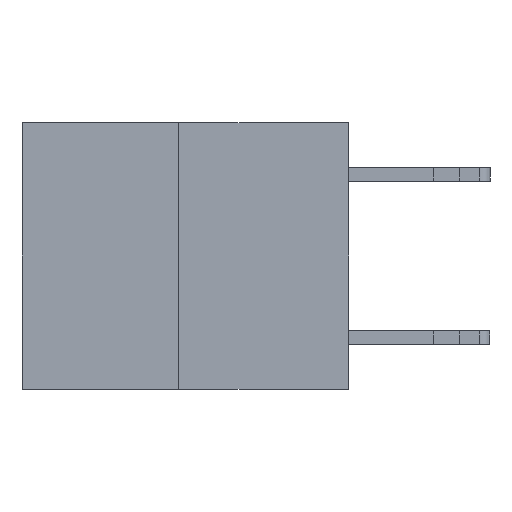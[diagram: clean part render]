
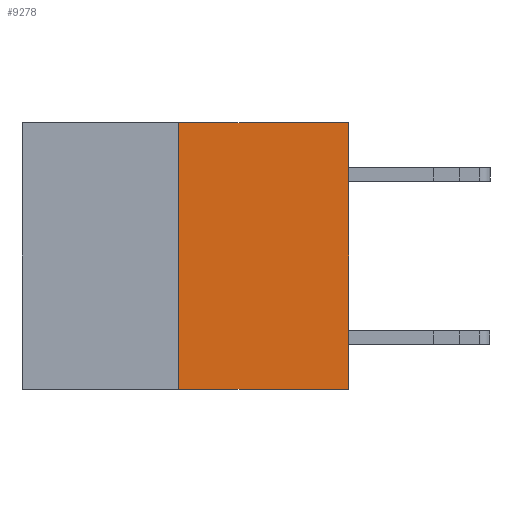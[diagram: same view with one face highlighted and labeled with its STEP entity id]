
A CAD part, left-side view. The second image highlights one B-rep face of the part: STEP entity #9278.
In plain terms, the highlighted planar face has unit normal (-1, 0, 0).
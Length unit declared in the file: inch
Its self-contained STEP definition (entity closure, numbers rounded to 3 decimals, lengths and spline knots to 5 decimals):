
#658 = VERTEX_POINT ( 'NONE', #9477 ) ;
#1030 = DIRECTION ( 'NONE',  ( 0., 0., 1. ) ) ;
#1244 = VERTEX_POINT ( 'NONE', #7708 ) ;
#2910 = EDGE_CURVE ( 'NONE', #658, #15593, #6488, .T. ) ;
#3004 = VECTOR ( 'NONE', #1030, 39.37008 ) ;
#4452 = CARTESIAN_POINT ( 'NONE',  ( 0., 0.6, 0. ) ) ;
#5575 = DIRECTION ( 'NONE',  ( 0., 0., -1. ) ) ;
#6128 = CARTESIAN_POINT ( 'NONE',  ( 0., 0., -0.49 ) ) ;
#6182 = CARTESIAN_POINT ( 'NONE',  ( 0., 0.312, 0. ) ) ;
#6252 = EDGE_LOOP ( 'NONE', ( #8030, #7510, #6362, #9748 ) ) ;
#6362 = ORIENTED_EDGE ( 'NONE', *, *, #13776, .T. ) ;
#6488 = LINE ( 'NONE', #10090, #3004 ) ;
#6515 = PLANE ( 'NONE',  #8175 ) ;
#6847 = VECTOR ( 'NONE', #16322, 39.37008 ) ;
#7221 = LINE ( 'NONE', #4452, #16381 ) ;
#7510 = ORIENTED_EDGE ( 'NONE', *, *, #11267, .T. ) ;
#7708 = CARTESIAN_POINT ( 'NONE',  ( 0., 0., 0. ) ) ;
#8030 = ORIENTED_EDGE ( 'NONE', *, *, #2910, .F. ) ;
#8175 = AXIS2_PLACEMENT_3D ( 'NONE', #8182, #9447, #5575 ) ;
#8182 = CARTESIAN_POINT ( 'NONE',  ( 0., 0.6, 0. ) ) ;
#8989 = VECTOR ( 'NONE', #9791, 39.37008 ) ;
#9278 = ADVANCED_FACE ( 'NONE', ( #13977 ), #6515, .F. ) ;
#9447 = DIRECTION ( 'NONE',  ( 1., 0., 0. ) ) ;
#9477 = CARTESIAN_POINT ( 'NONE',  ( 0., 0.312, -0.49 ) ) ;
#9748 = ORIENTED_EDGE ( 'NONE', *, *, #15067, .F. ) ;
#9785 = CARTESIAN_POINT ( 'NONE',  ( 0., 0., 0. ) ) ;
#9791 = DIRECTION ( 'NONE',  ( 0., -1., 0. ) ) ;
#9864 = VERTEX_POINT ( 'NONE', #6128 ) ;
#10090 = CARTESIAN_POINT ( 'NONE',  ( 0., 0.312, -0.49 ) ) ;
#11226 = CARTESIAN_POINT ( 'NONE',  ( 0., 0.6, -0.49 ) ) ;
#11267 = EDGE_CURVE ( 'NONE', #658, #9864, #15711, .T. ) ;
#12950 = LINE ( 'NONE', #9785, #6847 ) ;
#13776 = EDGE_CURVE ( 'NONE', #9864, #1244, #12950, .T. ) ;
#13977 = FACE_OUTER_BOUND ( 'NONE', #6252, .T. ) ;
#14703 = DIRECTION ( 'NONE',  ( 0., -1., 0. ) ) ;
#15067 = EDGE_CURVE ( 'NONE', #15593, #1244, #7221, .T. ) ;
#15593 = VERTEX_POINT ( 'NONE', #6182 ) ;
#15711 = LINE ( 'NONE', #11226, #8989 ) ;
#16322 = DIRECTION ( 'NONE',  ( 0., 0., 1. ) ) ;
#16381 = VECTOR ( 'NONE', #14703, 39.37008 ) ;
